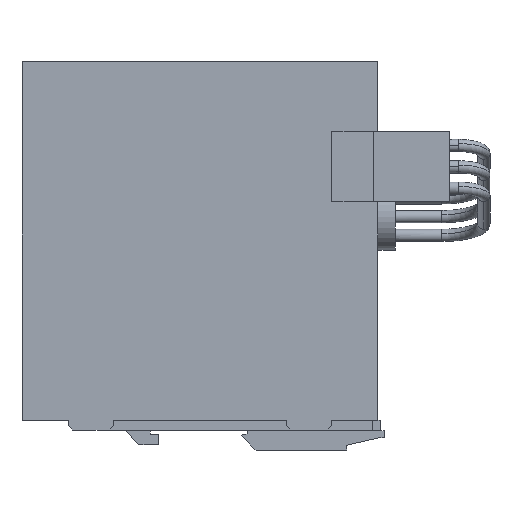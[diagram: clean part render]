
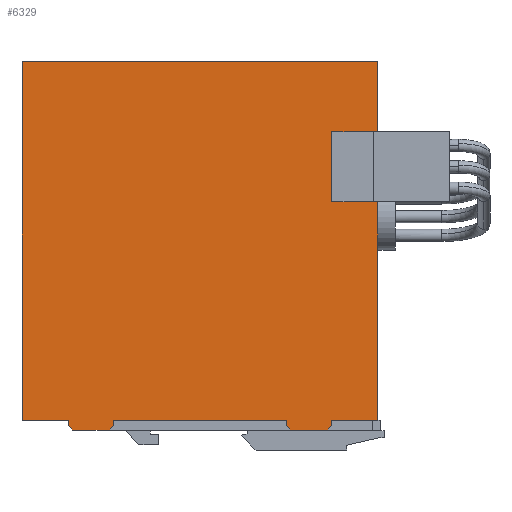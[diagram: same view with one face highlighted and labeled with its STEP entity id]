
A CAD part, left-side view. The second image highlights one B-rep face of the part: STEP entity #6329.
In plain terms, the highlighted planar face has unit normal (-1, 0, 0).
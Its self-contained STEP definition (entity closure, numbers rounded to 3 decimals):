
#11 = CARTESIAN_POINT ( 'NONE',  ( -38.5, -63.5, 0. ) ) ;
#69 = CARTESIAN_POINT ( 'NONE',  ( -38.5, 30.9, -127.9 ) ) ;
#167 = VERTEX_POINT ( 'NONE', #4413 ) ;
#452 = FACE_OUTER_BOUND ( 'NONE', #6805, .T. ) ;
#529 = LINE ( 'NONE', #8556, #2860 ) ;
#534 = DIRECTION ( 'NONE',  ( 0., 0., 1. ) ) ;
#658 = EDGE_CURVE ( 'NONE', #9152, #2837, #5326, .T. ) ;
#908 = EDGE_CURVE ( 'NONE', #4743, #9880, #8192, .T. ) ;
#935 = DIRECTION ( 'NONE',  ( 0., -0.707, 0.707 ) ) ;
#943 = VECTOR ( 'NONE', #8245, 1000. ) ;
#952 = DIRECTION ( 'NONE',  ( 0., -0.707, -0.707 ) ) ;
#999 = VECTOR ( 'NONE', #1454, 1000. ) ;
#1131 = ORIENTED_EDGE ( 'NONE', *, *, #4051, .T. ) ;
#1173 = VERTEX_POINT ( 'NONE', #4702 ) ;
#1279 = VERTEX_POINT ( 'NONE', #9771 ) ;
#1340 = EDGE_CURVE ( 'NONE', #9210, #2271, #1389, .T. ) ;
#1389 = LINE ( 'NONE', #5151, #9823 ) ;
#1409 = VECTOR ( 'NONE', #534, 1000. ) ;
#1454 = DIRECTION ( 'NONE',  ( 0., 1., 0. ) ) ;
#1472 = CARTESIAN_POINT ( 'NONE',  ( -38.5, 30.9, -129.9 ) ) ;
#1504 = ORIENTED_EDGE ( 'NONE', *, *, #6611, .T. ) ;
#1716 = CARTESIAN_POINT ( 'NONE',  ( -38.5, -45.4, -131.4 ) ) ;
#1779 = LINE ( 'NONE', #7132, #6358 ) ;
#1789 = CARTESIAN_POINT ( 'NONE',  ( -38.5, -45.4, -131.4 ) ) ;
#1819 = DIRECTION ( 'NONE',  ( 0., 1., 0. ) ) ;
#1852 = ORIENTED_EDGE ( 'NONE', *, *, #9652, .T. ) ;
#1855 = VECTOR ( 'NONE', #9364, 1000. ) ;
#1927 = ORIENTED_EDGE ( 'NONE', *, *, #4488, .F. ) ;
#2050 = VECTOR ( 'NONE', #2188, 1000. ) ;
#2123 = LINE ( 'NONE', #10082, #6452 ) ;
#2188 = DIRECTION ( 'NONE',  ( 0., 1., 0. ) ) ;
#2195 = EDGE_CURVE ( 'NONE', #2917, #2725, #4800, .T. ) ;
#2213 = VECTOR ( 'NONE', #3677, 1000. ) ;
#2271 = VERTEX_POINT ( 'NONE', #69 ) ;
#2390 = ORIENTED_EDGE ( 'NONE', *, *, #9557, .F. ) ;
#2493 = LINE ( 'NONE', #1716, #6474 ) ;
#2723 = CARTESIAN_POINT ( 'NONE',  ( -38.5, 0., 0. ) ) ;
#2725 = VERTEX_POINT ( 'NONE', #4877 ) ;
#2749 = VERTEX_POINT ( 'NONE', #1789 ) ;
#2837 = VERTEX_POINT ( 'NONE', #6718 ) ;
#2860 = VECTOR ( 'NONE', #4447, 1000. ) ;
#2904 = CARTESIAN_POINT ( 'NONE',  ( -38.5, 45.4, -131.4 ) ) ;
#2917 = VERTEX_POINT ( 'NONE', #4367 ) ;
#2926 = ORIENTED_EDGE ( 'NONE', *, *, #658, .F. ) ;
#3003 = LINE ( 'NONE', #8498, #999 ) ;
#3079 = ORIENTED_EDGE ( 'NONE', *, *, #3565, .F. ) ;
#3103 = DIRECTION ( 'NONE',  ( 0., 0., -1. ) ) ;
#3132 = VECTOR ( 'NONE', #1819, 1000. ) ;
#3315 = LINE ( 'NONE', #9631, #3132 ) ;
#3320 = ORIENTED_EDGE ( 'NONE', *, *, #7423, .F. ) ;
#3565 = EDGE_CURVE ( 'NONE', #1173, #167, #3315, .T. ) ;
#3594 = DIRECTION ( 'NONE',  ( 0., 0., -1. ) ) ;
#3674 = LINE ( 'NONE', #2904, #7616 ) ;
#3677 = DIRECTION ( 'NONE',  ( 0., 1., 0. ) ) ;
#3819 = CARTESIAN_POINT ( 'NONE',  ( -38.5, -32.4, -131.4 ) ) ;
#4051 = EDGE_CURVE ( 'NONE', #5136, #167, #7595, .T. ) ;
#4367 = CARTESIAN_POINT ( 'NONE',  ( -38.5, 63.5, 0. ) ) ;
#4413 = CARTESIAN_POINT ( 'NONE',  ( -38.5, -46.9, -127.9 ) ) ;
#4447 = DIRECTION ( 'NONE',  ( 0., 0., 1. ) ) ;
#4488 = EDGE_CURVE ( 'NONE', #2837, #2725, #3003, .T. ) ;
#4560 = CARTESIAN_POINT ( 'NONE',  ( -38.5, 46.9, -129.9 ) ) ;
#4702 = CARTESIAN_POINT ( 'NONE',  ( -38.5, -63.5, -127.9 ) ) ;
#4743 = VERTEX_POINT ( 'NONE', #7505 ) ;
#4746 = ORIENTED_EDGE ( 'NONE', *, *, #7309, .T. ) ;
#4761 = CARTESIAN_POINT ( 'NONE',  ( -38.5, 63.5, -127.9 ) ) ;
#4800 = LINE ( 'NONE', #5617, #9498 ) ;
#4877 = CARTESIAN_POINT ( 'NONE',  ( -38.5, 63.5, -127.9 ) ) ;
#4993 = VERTEX_POINT ( 'NONE', #8688 ) ;
#5114 = CARTESIAN_POINT ( 'NONE',  ( -38.5, 46.9, -131.4 ) ) ;
#5136 = VERTEX_POINT ( 'NONE', #9808 ) ;
#5151 = CARTESIAN_POINT ( 'NONE',  ( -38.5, 30.9, -131.4 ) ) ;
#5193 = DIRECTION ( 'NONE',  ( 1., 0., 0. ) ) ;
#5222 = LINE ( 'NONE', #8354, #2213 ) ;
#5326 = LINE ( 'NONE', #9282, #1409 ) ;
#5617 = CARTESIAN_POINT ( 'NONE',  ( -38.5, 63.5, 0. ) ) ;
#5619 = ORIENTED_EDGE ( 'NONE', *, *, #1340, .T. ) ;
#5692 = ORIENTED_EDGE ( 'NONE', *, *, #7289, .F. ) ;
#5757 = VECTOR ( 'NONE', #6108, 1000. ) ;
#5934 = AXIS2_PLACEMENT_3D ( 'NONE', #2723, #5193, #3594 ) ;
#6108 = DIRECTION ( 'NONE',  ( 0., 0., 1. ) ) ;
#6224 = LINE ( 'NONE', #11, #1855 ) ;
#6289 = LINE ( 'NONE', #9430, #8273 ) ;
#6329 = ADVANCED_FACE ( 'NONE', ( #452 ), #9094, .F. ) ;
#6358 = VECTOR ( 'NONE', #952, 1000. ) ;
#6437 = ORIENTED_EDGE ( 'NONE', *, *, #9504, .T. ) ;
#6452 = VECTOR ( 'NONE', #6846, 1000. ) ;
#6474 = VECTOR ( 'NONE', #935, 1000. ) ;
#6611 = EDGE_CURVE ( 'NONE', #4993, #7700, #1779, .T. ) ;
#6655 = ORIENTED_EDGE ( 'NONE', *, *, #8262, .T. ) ;
#6718 = CARTESIAN_POINT ( 'NONE',  ( -38.5, 46.9, -127.9 ) ) ;
#6805 = EDGE_LOOP ( 'NONE', ( #3320, #1852, #1131, #3079, #8182, #6437, #7219, #1927, #2926, #4746, #6815, #6655, #5619, #2390, #5692, #1504 ) ) ;
#6815 = ORIENTED_EDGE ( 'NONE', *, *, #908, .F. ) ;
#6846 = DIRECTION ( 'NONE',  ( 0., -0.707, 0.707 ) ) ;
#7132 = CARTESIAN_POINT ( 'NONE',  ( -38.5, -32.4, -131.4 ) ) ;
#7191 = CARTESIAN_POINT ( 'NONE',  ( -38.5, -63.5, 0. ) ) ;
#7219 = ORIENTED_EDGE ( 'NONE', *, *, #2195, .T. ) ;
#7255 = DIRECTION ( 'NONE',  ( 0., 1., 0. ) ) ;
#7289 = EDGE_CURVE ( 'NONE', #4993, #1279, #529, .T. ) ;
#7309 = EDGE_CURVE ( 'NONE', #9152, #9880, #3674, .T. ) ;
#7423 = EDGE_CURVE ( 'NONE', #2749, #7700, #6289, .T. ) ;
#7505 = CARTESIAN_POINT ( 'NONE',  ( -38.5, 32.4, -131.4 ) ) ;
#7595 = LINE ( 'NONE', #8422, #5757 ) ;
#7605 = DIRECTION ( 'NONE',  ( 0., 0., 1. ) ) ;
#7616 = VECTOR ( 'NONE', #9941, 1000. ) ;
#7700 = VERTEX_POINT ( 'NONE', #3819 ) ;
#7839 = LINE ( 'NONE', #4761, #2050 ) ;
#7874 = VERTEX_POINT ( 'NONE', #7191 ) ;
#7887 = EDGE_CURVE ( 'NONE', #1173, #7874, #6224, .T. ) ;
#8182 = ORIENTED_EDGE ( 'NONE', *, *, #7887, .T. ) ;
#8192 = LINE ( 'NONE', #5114, #943 ) ;
#8245 = DIRECTION ( 'NONE',  ( 0., 1., 0. ) ) ;
#8262 = EDGE_CURVE ( 'NONE', #4743, #9210, #2123, .T. ) ;
#8273 = VECTOR ( 'NONE', #7255, 1000. ) ;
#8354 = CARTESIAN_POINT ( 'NONE',  ( -38.5, 0., 0. ) ) ;
#8422 = CARTESIAN_POINT ( 'NONE',  ( -38.5, -46.9, -131.4 ) ) ;
#8482 = CARTESIAN_POINT ( 'NONE',  ( -38.5, 45.4, -131.4 ) ) ;
#8498 = CARTESIAN_POINT ( 'NONE',  ( -38.5, 63.5, -127.9 ) ) ;
#8556 = CARTESIAN_POINT ( 'NONE',  ( -38.5, -30.9, -131.4 ) ) ;
#8688 = CARTESIAN_POINT ( 'NONE',  ( -38.5, -30.9, -129.9 ) ) ;
#9094 = PLANE ( 'NONE',  #5934 ) ;
#9152 = VERTEX_POINT ( 'NONE', #4560 ) ;
#9210 = VERTEX_POINT ( 'NONE', #1472 ) ;
#9282 = CARTESIAN_POINT ( 'NONE',  ( -38.5, 46.9, -131.4 ) ) ;
#9364 = DIRECTION ( 'NONE',  ( 0., 0., 1. ) ) ;
#9430 = CARTESIAN_POINT ( 'NONE',  ( -38.5, -30.9, -131.4 ) ) ;
#9498 = VECTOR ( 'NONE', #3103, 1000. ) ;
#9504 = EDGE_CURVE ( 'NONE', #7874, #2917, #5222, .T. ) ;
#9557 = EDGE_CURVE ( 'NONE', #1279, #2271, #7839, .T. ) ;
#9631 = CARTESIAN_POINT ( 'NONE',  ( -38.5, 63.5, -127.9 ) ) ;
#9652 = EDGE_CURVE ( 'NONE', #2749, #5136, #2493, .T. ) ;
#9771 = CARTESIAN_POINT ( 'NONE',  ( -38.5, -30.9, -127.9 ) ) ;
#9808 = CARTESIAN_POINT ( 'NONE',  ( -38.5, -46.9, -129.9 ) ) ;
#9823 = VECTOR ( 'NONE', #7605, 1000. ) ;
#9880 = VERTEX_POINT ( 'NONE', #8482 ) ;
#9941 = DIRECTION ( 'NONE',  ( 0., -0.707, -0.707 ) ) ;
#10082 = CARTESIAN_POINT ( 'NONE',  ( -38.5, 32.4, -131.4 ) ) ;
